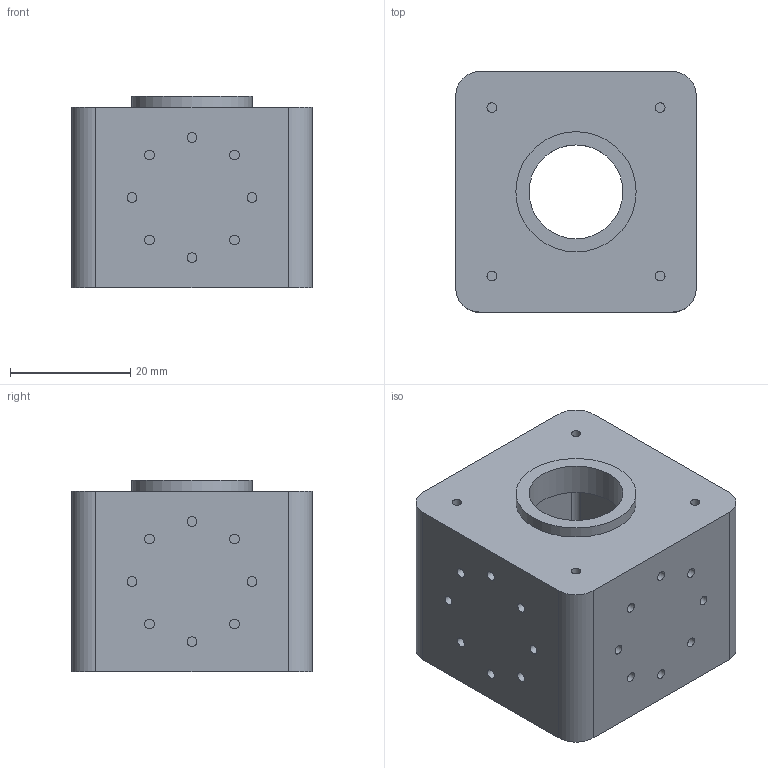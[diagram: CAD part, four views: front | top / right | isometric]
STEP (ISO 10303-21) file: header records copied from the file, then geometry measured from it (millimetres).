
FILE_DESCRIPTION(/* description */ (''),/* implementation_level */ '2;1');
FILE_NAME(/* name */ 'camera-base v52.step',/* time_stamp */ '2022-09-27T21:04:55+02:00',/* author */ (''),/* organization */ (''),/* preprocessor_version */ 'ST-DEVELOPER v19',/* originating_system */ 'Autodesk Translation Framework v11.7.0.108',/* authorisation */ '');
FILE_SCHEMA (('AUTOMOTIVE_DESIGN { 1 0 10303 214 3 1 1 }'));
Length unit declared in the file: millimetre
Products named in the file (1): camera-base
Bounding box: 40 x 40 x 31.85 mm (x, y, z)
Volume: 17515.5 mm3; surface area: 11887.5 mm2
Topology: 1 solids, 1 shells, 160 faces, 353 edges, 234 vertices
Faces by surface type: cylinder 81, plane 75, sphere 4
Full cylindrical faces by diameter (mm): 0.5 x3, 1 x1, 1.623 x37, 15.6 x1, 20 x1
Entity records: 4539 total; most frequent: DIRECTION 841, CARTESIAN_POINT 748, ORIENTED_EDGE 706, EDGE_CURVE 353, AXIS2_PLACEMENT_3D 327, VERTEX_POINT 234, EDGE_LOOP 213, LINE 187
